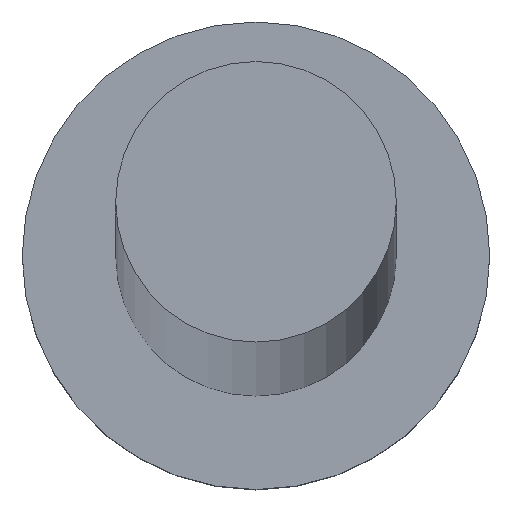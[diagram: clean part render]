
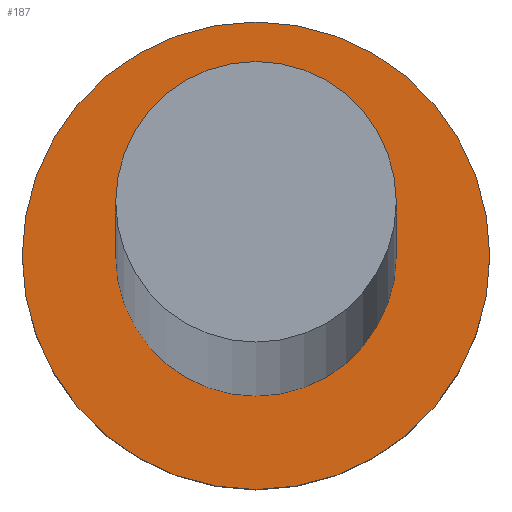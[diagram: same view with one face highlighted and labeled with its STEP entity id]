
A CAD part, top view. The second image highlights one B-rep face of the part: STEP entity #187.
In plain terms, the highlighted planar face has unit normal (0, 0, 1).
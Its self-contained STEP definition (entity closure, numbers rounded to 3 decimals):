
#3 = ORIENTED_EDGE ( 'NONE', *, *, #47, .F. ) ;
#4 = FACE_OUTER_BOUND ( 'NONE', #202, .T. ) ;
#6 = EDGE_CURVE ( 'NONE', #22, #167, #35, .T. ) ;
#8 = DIRECTION ( 'NONE',  ( 0., 0., 1. ) ) ;
#10 = CARTESIAN_POINT ( 'NONE',  ( -0.9, 0., 1.5 ) ) ;
#11 = AXIS2_PLACEMENT_3D ( 'NONE', #190, #90, #92 ) ;
#22 = VERTEX_POINT ( 'NONE', #45 ) ;
#25 = AXIS2_PLACEMENT_3D ( 'NONE', #165, #55, #74 ) ;
#35 = CIRCLE ( 'NONE', #89, 0.9 ) ;
#43 = CARTESIAN_POINT ( 'NONE',  ( 0., 0., 1.5 ) ) ;
#44 = ORIENTED_EDGE ( 'NONE', *, *, #247, .T. ) ;
#45 = CARTESIAN_POINT ( 'NONE',  ( 0.9, 0., 1.5 ) ) ;
#47 = EDGE_CURVE ( 'NONE', #167, #22, #179, .T. ) ;
#48 = EDGE_CURVE ( 'NONE', #222, #145, #76, .T. ) ;
#55 = DIRECTION ( 'NONE',  ( 0., 0., 1. ) ) ;
#74 = DIRECTION ( 'NONE',  ( 1., 0., 0. ) ) ;
#76 = CIRCLE ( 'NONE', #234, 1.5 ) ;
#80 = CIRCLE ( 'NONE', #11, 1.5 ) ;
#89 = AXIS2_PLACEMENT_3D ( 'NONE', #184, #8, #223 ) ;
#90 = DIRECTION ( 'NONE',  ( 0., 0., 1. ) ) ;
#92 = DIRECTION ( 'NONE',  ( 1., 0., 0. ) ) ;
#100 = ORIENTED_EDGE ( 'NONE', *, *, #48, .T. ) ;
#105 = ORIENTED_EDGE ( 'NONE', *, *, #6, .F. ) ;
#129 = DIRECTION ( 'NONE',  ( 0., 0., 1. ) ) ;
#145 = VERTEX_POINT ( 'NONE', #208 ) ;
#157 = DIRECTION ( 'NONE',  ( 1., 0., 0. ) ) ;
#164 = PLANE ( 'NONE',  #185 ) ;
#165 = CARTESIAN_POINT ( 'NONE',  ( 0., 0., 1.5 ) ) ;
#167 = VERTEX_POINT ( 'NONE', #10 ) ;
#179 = CIRCLE ( 'NONE', #25, 0.9 ) ;
#184 = CARTESIAN_POINT ( 'NONE',  ( 0., 0., 1.5 ) ) ;
#185 = AXIS2_PLACEMENT_3D ( 'NONE', #43, #129, #205 ) ;
#187 = ADVANCED_FACE ( 'NONE', ( #239, #4 ), #164, .T. ) ;
#190 = CARTESIAN_POINT ( 'NONE',  ( 0., 0., 1.5 ) ) ;
#202 = EDGE_LOOP ( 'NONE', ( #44, #100 ) ) ;
#205 = DIRECTION ( 'NONE',  ( 1., 0., 0. ) ) ;
#208 = CARTESIAN_POINT ( 'NONE',  ( -1.5, 0., 1.5 ) ) ;
#222 = VERTEX_POINT ( 'NONE', #254 ) ;
#223 = DIRECTION ( 'NONE',  ( 1., 0., 0. ) ) ;
#230 = DIRECTION ( 'NONE',  ( 0., 0., 1. ) ) ;
#233 = CARTESIAN_POINT ( 'NONE',  ( 0., 0., 1.5 ) ) ;
#234 = AXIS2_PLACEMENT_3D ( 'NONE', #233, #230, #157 ) ;
#235 = EDGE_LOOP ( 'NONE', ( #3, #105 ) ) ;
#239 = FACE_BOUND ( 'NONE', #235, .T. ) ;
#247 = EDGE_CURVE ( 'NONE', #145, #222, #80, .T. ) ;
#254 = CARTESIAN_POINT ( 'NONE',  ( 1.5, 0., 1.5 ) ) ;
